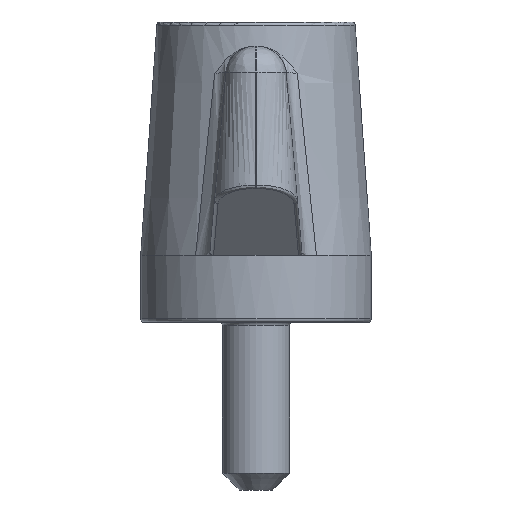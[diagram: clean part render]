
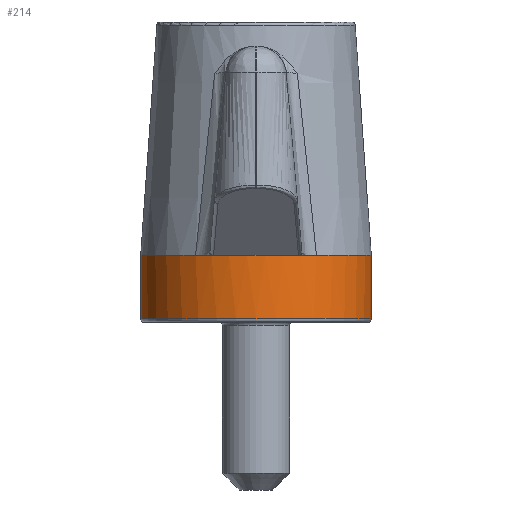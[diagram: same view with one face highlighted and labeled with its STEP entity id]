
A CAD part, front view. The second image highlights one B-rep face of the part: STEP entity #214.
In plain terms, the highlighted cylindrical face has radius 6.875 mm (diameter 13.75 mm), a full revolution.
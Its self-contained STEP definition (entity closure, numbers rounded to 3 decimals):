
#214 = ADVANCED_FACE( '', ( #438, #439 ), #440, .T. );
#438 = FACE_OUTER_BOUND( '', #3912, .T. );
#439 = FACE_OUTER_BOUND( '', #3913, .T. );
#440 = CYLINDRICAL_SURFACE( '', #3914, 6.875 );
#3912 = EDGE_LOOP( '', ( #4515 ) );
#3913 = EDGE_LOOP( '', ( #4516, #4517, #4518, #4519 ) );
#3914 = AXIS2_PLACEMENT_3D( '', #4520, #4521, #4522 );
#4515 = ORIENTED_EDGE( '', *, *, #4734, .T. );
#4516 = ORIENTED_EDGE( '', *, *, #4564, .F. );
#4517 = ORIENTED_EDGE( '', *, *, #4647, .F. );
#4518 = ORIENTED_EDGE( '', *, *, #4696, .F. );
#4519 = ORIENTED_EDGE( '', *, *, #4642, .F. );
#4520 = CARTESIAN_POINT( '', ( 0., 0., 17.902 ) );
#4521 = DIRECTION( '', ( 0., 0., -1. ) );
#4522 = DIRECTION( '', ( 1., 0., 0. ) );
#4564 = EDGE_CURVE( '', #4779, #4781, #4782, .T. );
#4642 = EDGE_CURVE( '', #4781, #4902, #4903, .T. );
#4647 = EDGE_CURVE( '', #4850, #4779, #4911, .T. );
#4696 = EDGE_CURVE( '', #4902, #4850, #4974, .T. );
#4734 = EDGE_CURVE( '', #5015, #5015, #5016, .T. );
#4779 = VERTEX_POINT( '', #5260 );
#4781 = VERTEX_POINT( '', #5270 );
#4782 = CIRCLE( '', #5271, 6.875 );
#4850 = VERTEX_POINT( '', #5699 );
#4902 = VERTEX_POINT( '', #6055 );
#4903 = CIRCLE( '', #6056, 6.875 );
#4911 = CIRCLE( '', #6102, 6.875 );
#4974 = CIRCLE( '', #6381, 6.875 );
#5015 = VERTEX_POINT( '', #6579 );
#5016 = CIRCLE( '', #6580, 6.875 );
#5260 = CARTESIAN_POINT( '', ( 3.604, 5.854, 4. ) );
#5270 = CARTESIAN_POINT( '', ( -3.604, 5.854, 4. ) );
#5271 = AXIS2_PLACEMENT_3D( '', #6598, #6599, #6600 );
#5699 = CARTESIAN_POINT( '', ( 3.604, -5.854, 4. ) );
#6055 = CARTESIAN_POINT( '', ( -3.604, -5.854, 4. ) );
#6056 = AXIS2_PLACEMENT_3D( '', #6671, #6672, #6673 );
#6102 = AXIS2_PLACEMENT_3D( '', #6677, #6678, #6679 );
#6381 = AXIS2_PLACEMENT_3D( '', #6718, #6719, #6720 );
#6579 = CARTESIAN_POINT( '', ( 6.875, 0., 0.2 ) );
#6580 = AXIS2_PLACEMENT_3D( '', #6733, #6734, #6735 );
#6598 = CARTESIAN_POINT( '', ( 0., 0., 4. ) );
#6599 = DIRECTION( '', ( 0., 0., 1. ) );
#6600 = DIRECTION( '', ( 1., 0., 0. ) );
#6671 = CARTESIAN_POINT( '', ( 0., 0., 4. ) );
#6672 = DIRECTION( '', ( 0., 0., 1. ) );
#6673 = DIRECTION( '', ( 1., 0., 0. ) );
#6677 = CARTESIAN_POINT( '', ( 0., 0., 4. ) );
#6678 = DIRECTION( '', ( 0., 0., 1. ) );
#6679 = DIRECTION( '', ( 1., 0., 0. ) );
#6718 = CARTESIAN_POINT( '', ( 0., 0., 4. ) );
#6719 = DIRECTION( '', ( 0., 0., 1. ) );
#6720 = DIRECTION( '', ( 1., 0., 0. ) );
#6733 = CARTESIAN_POINT( '', ( 0., 0., 0.2 ) );
#6734 = DIRECTION( '', ( 0., 0., 1. ) );
#6735 = DIRECTION( '', ( 1., 0., 0. ) );
